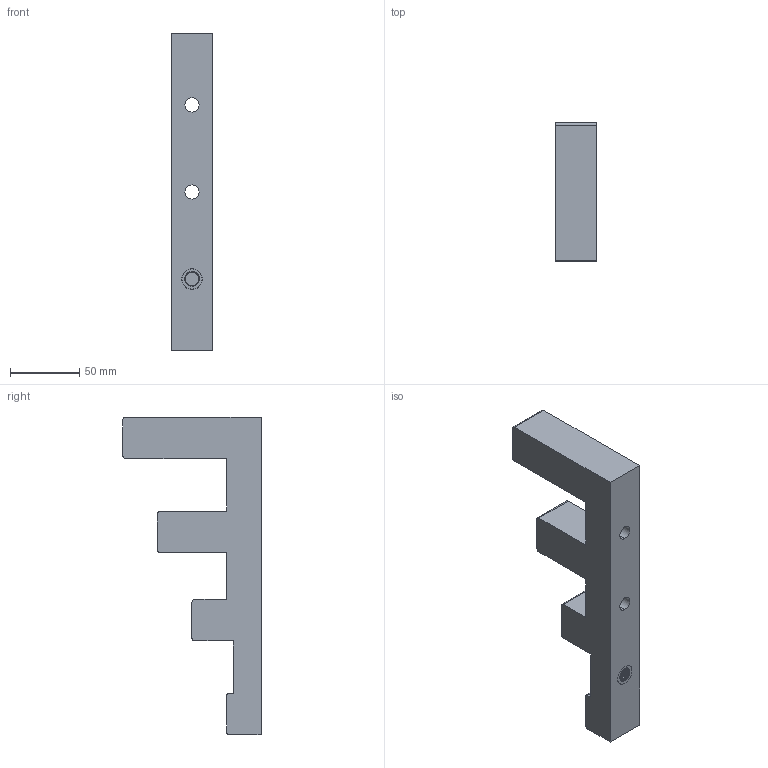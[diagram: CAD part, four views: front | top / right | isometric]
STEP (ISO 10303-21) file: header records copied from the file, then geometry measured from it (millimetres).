
FILE_DESCRIPTION (( 'STEP AP203' ), '1' );
FILE_NAME ('Èçîëÿòîðû øèííûå ëåñåíêà EKF PROxima (700À).STEP', '2016-11-02T19:35:56', ( '' ), ( '' ), 'SwSTEP 2.0', 'SolidWorks 2014', '' );
FILE_SCHEMA (( 'CONFIG_CONTROL_DESIGN' ));
Length unit declared in the file: millimetre
Products named in the file (3): Èçîëÿòîðû øèííûå ëåñåíêà EKF PROxima (700À); Ì10õ12
Assembly tree (6 placements, depth 2):
  Èçîëÿòîðû øèííûå ëåñåíêà EKF PROxima (700À)
    Èçîëÿòîðû øèííûå ëåñåíêà EKF PROxima (700À)
    Ì10õ12  x5
Bounding box: 30 x 100 x 230 mm (x, y, z)
Volume: 290479.7 mm3; surface area: 54238 mm2
Topology: 6 solids, 6 shells, 299 faces, 750 edges, 480 vertices
Faces by surface type: cylinder 152, cone 80, plane 57, bspline 10
Entity records: 6066 total; most frequent: CARTESIAN_POINT 2520, DIRECTION 669, ORIENTED_EDGE 652, EDGE_CURVE 326, AXIS2_PLACEMENT_3D 250, VERTEX_POINT 208, LINE 169, VECTOR 169
